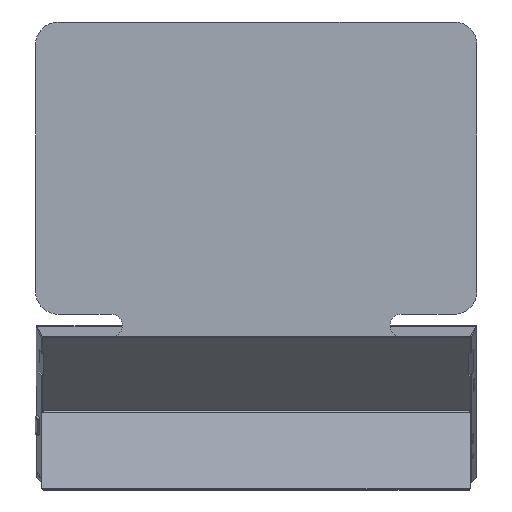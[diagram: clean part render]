
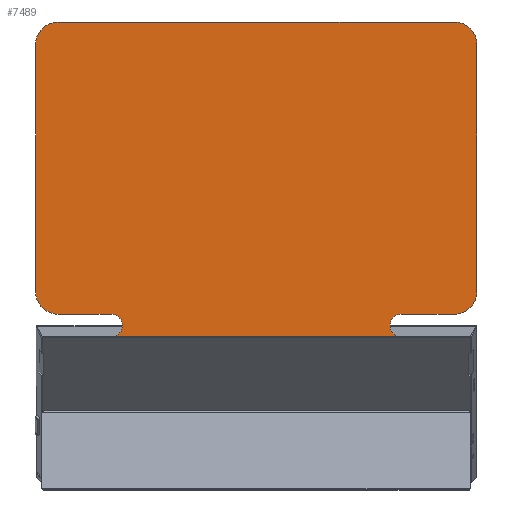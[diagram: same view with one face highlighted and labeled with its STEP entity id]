
A CAD part, front view. The second image highlights one B-rep face of the part: STEP entity #7489.
In plain terms, the highlighted planar face has unit normal (0, -1, 0).
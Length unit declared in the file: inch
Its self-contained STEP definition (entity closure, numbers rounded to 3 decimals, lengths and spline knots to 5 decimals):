
#352 = VECTOR ( 'NONE', #14176, 39.37008 ) ;
#677 = VERTEX_POINT ( 'NONE', #16132 ) ;
#700 = EDGE_CURVE ( 'NONE', #17154, #19503, #15240, .T. ) ;
#968 = CARTESIAN_POINT ( 'NONE',  ( 3.77953, -0.03937, 0.28369 ) ) ;
#1571 = EDGE_CURVE ( 'NONE', #11977, #19503, #15469, .T. ) ;
#2067 = ORIENTED_EDGE ( 'NONE', *, *, #8135, .T. ) ;
#2219 = CIRCLE ( 'NONE', #12968, 0.59055 ) ;
#2248 = CARTESIAN_POINT ( 'NONE',  ( 5.74803, -0.03937, -0.30686 ) ) ;
#2316 = DIRECTION ( 'NONE',  ( 0., 0., 1. ) ) ;
#3309 = EDGE_CURVE ( 'NONE', #11688, #17154, #16227, .T. ) ;
#3653 = DIRECTION ( 'NONE',  ( 1., 0., 0. ) ) ;
#3840 = DIRECTION ( 'NONE',  ( 0., -1., 0. ) ) ;
#3863 = ORIENTED_EDGE ( 'NONE', *, *, #3309, .F. ) ;
#4047 = EDGE_CURVE ( 'NONE', #16580, #12287, #19728, .T. ) ;
#4079 = ORIENTED_EDGE ( 'NONE', *, *, #700, .F. ) ;
#4306 = EDGE_CURVE ( 'NONE', #21574, #677, #16894, .T. ) ;
#4325 = CARTESIAN_POINT ( 'NONE',  ( 5.74803, -0.03937, 7.30579 ) ) ;
#4822 = LINE ( 'NONE', #2248, #15114 ) ;
#4823 = AXIS2_PLACEMENT_3D ( 'NONE', #22410, #20691, #11752 ) ;
#4898 = DIRECTION ( 'NONE',  ( 0., -1., 0. ) ) ;
#4979 = ORIENTED_EDGE ( 'NONE', *, *, #4047, .T. ) ;
#5172 = EDGE_CURVE ( 'NONE', #677, #7318, #12672, .T. ) ;
#5514 = CARTESIAN_POINT ( 'NONE',  ( 5.74803, -0.03937, -0.30686 ) ) ;
#5640 = CARTESIAN_POINT ( 'NONE',  ( 5.15748, -0.03937, 0.87424 ) ) ;
#5665 = VECTOR ( 'NONE', #7581, 39.37008 ) ;
#6156 = VERTEX_POINT ( 'NONE', #16659 ) ;
#7227 = DIRECTION ( 'NONE',  ( -1., 0., 0. ) ) ;
#7318 = VERTEX_POINT ( 'NONE', #21195 ) ;
#7489 = ADVANCED_FACE ( 'NONE', ( #22310 ), #19543, .F. ) ;
#7581 = DIRECTION ( 'NONE',  ( -1., 0., 0. ) ) ;
#8135 = EDGE_CURVE ( 'NONE', #21491, #6156, #2219, .T. ) ;
#8304 = EDGE_LOOP ( 'NONE', ( #18104, #4979, #10936, #15393, #4079, #3863, #19587, #2067, #16677, #18182, #8833, #18218 ) ) ;
#8751 = DIRECTION ( 'NONE',  ( 0., -1., 0. ) ) ;
#8833 = ORIENTED_EDGE ( 'NONE', *, *, #5172, .T. ) ;
#9313 = CARTESIAN_POINT ( 'NONE',  ( -3.77953, -0.03937, -0.30686 ) ) ;
#9450 = DIRECTION ( 'NONE',  ( 0., -1., 0. ) ) ;
#9672 = EDGE_CURVE ( 'NONE', #21574, #6156, #4822, .T. ) ;
#9779 = EDGE_CURVE ( 'NONE', #21491, #11688, #17645, .T. ) ;
#10504 = LINE ( 'NONE', #14463, #17744 ) ;
#10700 = DIRECTION ( 'NONE',  ( 0., 0., 1. ) ) ;
#10812 = CARTESIAN_POINT ( 'NONE',  ( -3.77953, -0.03937, -0.01158 ) ) ;
#10936 = ORIENTED_EDGE ( 'NONE', *, *, #14425, .T. ) ;
#10967 = CARTESIAN_POINT ( 'NONE',  ( 3.77953, -0.03937, -0.30686 ) ) ;
#11688 = VERTEX_POINT ( 'NONE', #968 ) ;
#11752 = DIRECTION ( 'NONE',  ( 0., 0., 1. ) ) ;
#11977 = VERTEX_POINT ( 'NONE', #16152 ) ;
#12287 = VERTEX_POINT ( 'NONE', #15135 ) ;
#12358 = DIRECTION ( 'NONE',  ( 0., 1., 0. ) ) ;
#12451 = DIRECTION ( 'NONE',  ( 0., 0., -1. ) ) ;
#12555 = CARTESIAN_POINT ( 'NONE',  ( -5.15748, -0.03937, 0.87424 ) ) ;
#12672 = LINE ( 'NONE', #22976, #352 ) ;
#12968 = AXIS2_PLACEMENT_3D ( 'NONE', #5640, #3840, #10700 ) ;
#13506 = VERTEX_POINT ( 'NONE', #17443 ) ;
#14110 = DIRECTION ( 'NONE',  ( 0., 0., 1. ) ) ;
#14176 = DIRECTION ( 'NONE',  ( -1., 0., 0. ) ) ;
#14425 = EDGE_CURVE ( 'NONE', #12287, #11977, #16818, .T. ) ;
#14463 = CARTESIAN_POINT ( 'NONE',  ( -5.74803, -0.03937, -0.30686 ) ) ;
#15114 = VECTOR ( 'NONE', #22117, 39.37008 ) ;
#15135 = CARTESIAN_POINT ( 'NONE',  ( -5.15748, -0.03937, 0.28369 ) ) ;
#15240 = LINE ( 'NONE', #5514, #19442 ) ;
#15381 = CARTESIAN_POINT ( 'NONE',  ( 3.77953, -0.03937, -0.01158 ) ) ;
#15393 = ORIENTED_EDGE ( 'NONE', *, *, #1571, .T. ) ;
#15469 = CIRCLE ( 'NONE', #16565, 0.29528 ) ;
#15532 = CARTESIAN_POINT ( 'NONE',  ( -5.74803, -0.03937, 0.87424 ) ) ;
#15693 = CIRCLE ( 'NONE', #4823, 0.59055 ) ;
#15851 = DIRECTION ( 'NONE',  ( 1., 0., 0. ) ) ;
#15928 = CARTESIAN_POINT ( 'NONE',  ( 5.74803, -0.03937, -0.30686 ) ) ;
#16132 = CARTESIAN_POINT ( 'NONE',  ( 5.15748, -0.03937, 7.89634 ) ) ;
#16152 = CARTESIAN_POINT ( 'NONE',  ( -3.77953, -0.03937, 0.28369 ) ) ;
#16227 = CIRCLE ( 'NONE', #18123, 0.29528 ) ;
#16330 = AXIS2_PLACEMENT_3D ( 'NONE', #12555, #8751, #14110 ) ;
#16565 = AXIS2_PLACEMENT_3D ( 'NONE', #10812, #19693, #21168 ) ;
#16580 = VERTEX_POINT ( 'NONE', #15532 ) ;
#16659 = CARTESIAN_POINT ( 'NONE',  ( 5.74803, -0.03937, 0.87424 ) ) ;
#16677 = ORIENTED_EDGE ( 'NONE', *, *, #9672, .F. ) ;
#16691 = CARTESIAN_POINT ( 'NONE',  ( 5.15748, -0.03937, 0.28369 ) ) ;
#16818 = LINE ( 'NONE', #17977, #20445 ) ;
#16894 = CIRCLE ( 'NONE', #19636, 0.59055 ) ;
#17029 = EDGE_CURVE ( 'NONE', #13506, #16580, #10504, .T. ) ;
#17135 = AXIS2_PLACEMENT_3D ( 'NONE', #15928, #12358, #15851 ) ;
#17154 = VERTEX_POINT ( 'NONE', #10967 ) ;
#17348 = DIRECTION ( 'NONE',  ( 0., 0., -1. ) ) ;
#17443 = CARTESIAN_POINT ( 'NONE',  ( -5.74803, -0.03937, 7.30579 ) ) ;
#17645 = LINE ( 'NONE', #18242, #5665 ) ;
#17744 = VECTOR ( 'NONE', #12451, 39.37008 ) ;
#17977 = CARTESIAN_POINT ( 'NONE',  ( -5.74803, -0.03937, 0.28369 ) ) ;
#18104 = ORIENTED_EDGE ( 'NONE', *, *, #17029, .T. ) ;
#18123 = AXIS2_PLACEMENT_3D ( 'NONE', #15381, #4898, #17348 ) ;
#18182 = ORIENTED_EDGE ( 'NONE', *, *, #4306, .T. ) ;
#18218 = ORIENTED_EDGE ( 'NONE', *, *, #21071, .T. ) ;
#18242 = CARTESIAN_POINT ( 'NONE',  ( 5.74803, -0.03937, 0.28369 ) ) ;
#19442 = VECTOR ( 'NONE', #7227, 39.37008 ) ;
#19503 = VERTEX_POINT ( 'NONE', #9313 ) ;
#19543 = PLANE ( 'NONE',  #17135 ) ;
#19587 = ORIENTED_EDGE ( 'NONE', *, *, #9779, .F. ) ;
#19636 = AXIS2_PLACEMENT_3D ( 'NONE', #21969, #9450, #2316 ) ;
#19693 = DIRECTION ( 'NONE',  ( 0., 1., 0. ) ) ;
#19728 = CIRCLE ( 'NONE', #16330, 0.59055 ) ;
#20445 = VECTOR ( 'NONE', #3653, 39.37008 ) ;
#20691 = DIRECTION ( 'NONE',  ( 0., -1., 0. ) ) ;
#21071 = EDGE_CURVE ( 'NONE', #7318, #13506, #15693, .T. ) ;
#21168 = DIRECTION ( 'NONE',  ( 0., 0., 1. ) ) ;
#21195 = CARTESIAN_POINT ( 'NONE',  ( -5.15748, -0.03937, 7.89634 ) ) ;
#21491 = VERTEX_POINT ( 'NONE', #16691 ) ;
#21574 = VERTEX_POINT ( 'NONE', #4325 ) ;
#21969 = CARTESIAN_POINT ( 'NONE',  ( 5.15748, -0.03937, 7.30579 ) ) ;
#22117 = DIRECTION ( 'NONE',  ( 0., 0., -1. ) ) ;
#22310 = FACE_OUTER_BOUND ( 'NONE', #8304, .T. ) ;
#22410 = CARTESIAN_POINT ( 'NONE',  ( -5.15748, -0.03937, 7.30579 ) ) ;
#22976 = CARTESIAN_POINT ( 'NONE',  ( 5.74803, -0.03937, 7.89634 ) ) ;
